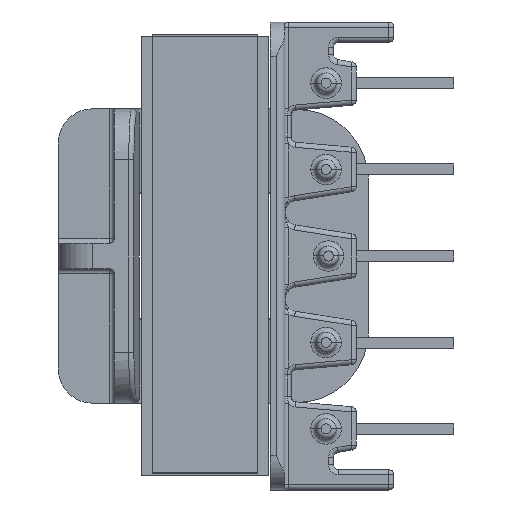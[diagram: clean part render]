
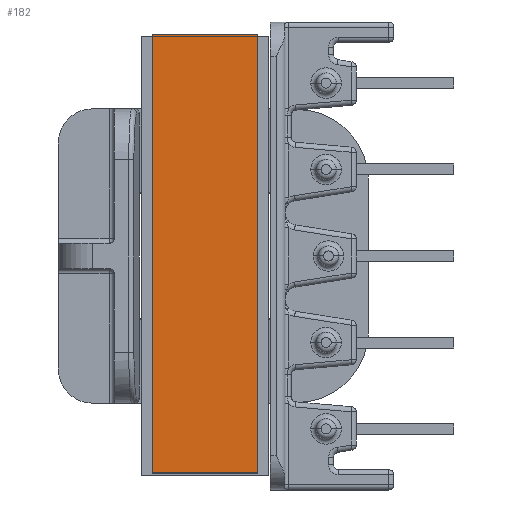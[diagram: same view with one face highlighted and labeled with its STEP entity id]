
A CAD part, left-side view. The second image highlights one B-rep face of the part: STEP entity #182.
In plain terms, the highlighted planar face has unit normal (-1, 0, 0).
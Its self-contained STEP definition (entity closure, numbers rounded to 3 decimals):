
#182 = ADVANCED_FACE ( 'NONE', ( #15968 ), #11618, .T. ) ;
#235 = ORIENTED_EDGE ( 'NONE', *, *, #7099, .T. ) ;
#410 = LINE ( 'NONE', #10186, #18396 ) ;
#813 = DIRECTION ( 'NONE',  ( 0., 0., 1. ) ) ;
#844 = DIRECTION ( 'NONE',  ( 0., -1., 0. ) ) ;
#1555 = VECTOR ( 'NONE', #5189, 1000. ) ;
#1693 = DIRECTION ( 'NONE',  ( 0., 0., 1. ) ) ;
#1710 = EDGE_CURVE ( 'NONE', #20349, #14294, #19808, .T. ) ;
#1837 = LINE ( 'NONE', #18192, #19344 ) ;
#2080 = CARTESIAN_POINT ( 'NONE',  ( -0.102, -25.702, -6.22 ) ) ;
#3093 = DIRECTION ( 'NONE',  ( 0., 0., 1. ) ) ;
#3452 = ORIENTED_EDGE ( 'NONE', *, *, #11018, .F. ) ;
#4767 = ORIENTED_EDGE ( 'NONE', *, *, #6379, .T. ) ;
#5189 = DIRECTION ( 'NONE',  ( 0., -1., 0. ) ) ;
#5285 = CARTESIAN_POINT ( 'NONE',  ( -0.102, -25.702, -6.22 ) ) ;
#6379 = EDGE_CURVE ( 'NONE', #16755, #14294, #7877, .T. ) ;
#7099 = EDGE_CURVE ( 'NONE', #13356, #16755, #410, .T. ) ;
#7877 = LINE ( 'NONE', #9616, #11074 ) ;
#8519 = AXIS2_PLACEMENT_3D ( 'NONE', #5285, #16268, #1693 ) ;
#9493 = CARTESIAN_POINT ( 'NONE',  ( -0.102, 0.102, -6.22 ) ) ;
#9616 = CARTESIAN_POINT ( 'NONE',  ( -0.102, -25.702, -6.22 ) ) ;
#10186 = CARTESIAN_POINT ( 'NONE',  ( -0.102, -25.702, -6.22 ) ) ;
#10665 = CARTESIAN_POINT ( 'NONE',  ( -0.102, -25.702, 0. ) ) ;
#11018 = EDGE_CURVE ( 'NONE', #13356, #20349, #1837, .T. ) ;
#11074 = VECTOR ( 'NONE', #3093, 1000. ) ;
#11618 = PLANE ( 'NONE',  #8519 ) ;
#13356 = VERTEX_POINT ( 'NONE', #9493 ) ;
#14294 = VERTEX_POINT ( 'NONE', #10665 ) ;
#14787 = CARTESIAN_POINT ( 'NONE',  ( -0.102, 0.102, 0. ) ) ;
#15968 = FACE_OUTER_BOUND ( 'NONE', #17407, .T. ) ;
#16181 = CARTESIAN_POINT ( 'NONE',  ( -0.102, -25.702, 0. ) ) ;
#16268 = DIRECTION ( 'NONE',  ( -1., 0., 0. ) ) ;
#16391 = ORIENTED_EDGE ( 'NONE', *, *, #1710, .F. ) ;
#16755 = VERTEX_POINT ( 'NONE', #2080 ) ;
#17407 = EDGE_LOOP ( 'NONE', ( #16391, #3452, #235, #4767 ) ) ;
#18192 = CARTESIAN_POINT ( 'NONE',  ( -0.102, 0.102, -6.22 ) ) ;
#18396 = VECTOR ( 'NONE', #844, 1000. ) ;
#19344 = VECTOR ( 'NONE', #813, 1000. ) ;
#19808 = LINE ( 'NONE', #16181, #1555 ) ;
#20349 = VERTEX_POINT ( 'NONE', #14787 ) ;
